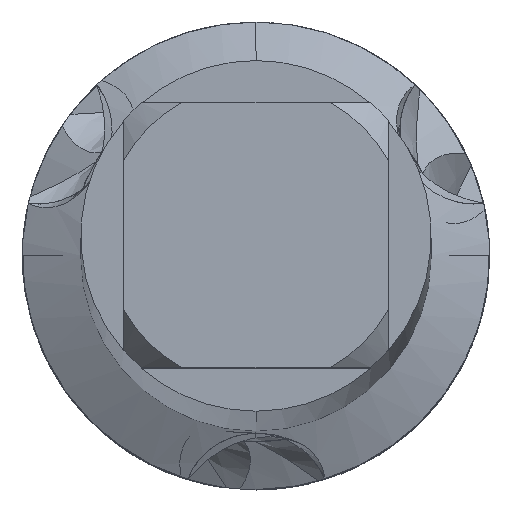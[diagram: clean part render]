
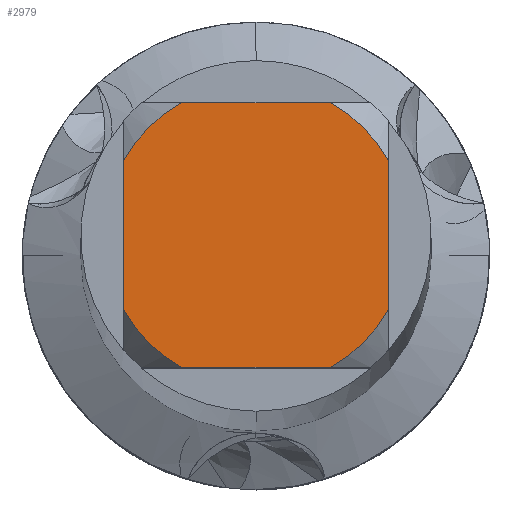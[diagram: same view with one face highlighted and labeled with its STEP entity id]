
A CAD part, top view. The second image highlights one B-rep face of the part: STEP entity #2979.
In plain terms, the highlighted planar face has unit normal (0, 0, 1).
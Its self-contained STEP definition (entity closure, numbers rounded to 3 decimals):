
#1197=EDGE_CURVE('',#3287,#2157,#3505,.T.);
#1369=VERTEX_POINT('',#3690);
#1553=EDGE_CURVE('',#2465,#2725,#3896,.T.);
#1635=EDGE_CURVE('',#3287,#2689,#3982,.T.);
#1947=VERTEX_POINT('',#4319);
#2157=VERTEX_POINT('',#4547);
#2257=VERTEX_POINT('',#4652);
#2465=VERTEX_POINT('',#4879);
#2689=VERTEX_POINT('',#5123);
#2725=VERTEX_POINT('',#5163);
#2803=EDGE_CURVE('',#1369,#2157,#5246,.T.);
#2911=EDGE_CURVE('',#2465,#1947,#5361,.T.);
#2979=ADVANCED_FACE('',(#5435),#5436,.T.);
#3119=EDGE_CURVE('',#1369,#2725,#5591,.T.);
#3287=VERTEX_POINT('',#5776);
#3401=EDGE_CURVE('',#2257,#2689,#5904,.T.);
#3411=EDGE_CURVE('',#2257,#1947,#5915,.T.);
#3505=LINE('',#6060,#6061);
#3690=CARTESIAN_POINT('',(1.7,-0.955,0.0));
#3896=CIRCLE('',#7090,1.95);
#3982=CIRCLE('',#7305,1.95);
#4319=CARTESIAN_POINT('',(-0.955,1.7,0.0));
#4547=CARTESIAN_POINT('',(0.955,-1.7,0.0));
#4652=CARTESIAN_POINT('',(-1.7,0.955,0.0));
#4879=CARTESIAN_POINT('',(0.955,1.7,0.0));
#5123=CARTESIAN_POINT('',(-1.7,-0.955,0.0));
#5163=CARTESIAN_POINT('',(1.7,0.955,0.0));
#5246=CIRCLE('',#11089,1.95);
#5361=LINE('',#11376,#11377);
#5435=FACE_OUTER_BOUND('',#11569,.T.);
#5436=PLANE('',#11570);
#5591=LINE('',#11867,#11868);
#5776=CARTESIAN_POINT('',(-0.955,-1.7,0.0));
#5904=LINE('',#12949,#12950);
#5915=CIRCLE('',#12983,1.95);
#6060=CARTESIAN_POINT('',(0.0,-1.7,0.0));
#6061=VECTOR('',#13142,1.0);
#7090=AXIS2_PLACEMENT_3D('',#13561,#13562,#13563);
#7305=AXIS2_PLACEMENT_3D('',#13630,#13631,#13632);
#11089=AXIS2_PLACEMENT_3D('',#15026,#15027,#15028);
#11376=CARTESIAN_POINT('',(0.0,1.7,0.0));
#11377=VECTOR('',#15140,1.0);
#11569=EDGE_LOOP('',(#15199,#15200,#15201,#15202,#15203,#15204,#15205,#15206));
#11570=AXIS2_PLACEMENT_3D('',#15207,#15208,#15209);
#11867=CARTESIAN_POINT('',(1.7,0.488,0.0));
#11868=VECTOR('',#15414,1.0);
#12949=CARTESIAN_POINT('',(-1.7,0.488,0.0));
#12950=VECTOR('',#15756,1.0);
#12983=AXIS2_PLACEMENT_3D('',#15768,#15769,#15770);
#13142=DIRECTION('',(1.0,0.0,0.0));
#13561=CARTESIAN_POINT('',(0.0,0.0,0.0));
#13562=DIRECTION('',(0.0,0.0,-1.0));
#13563=DIRECTION('',(0.0,1.0,0.0));
#13630=CARTESIAN_POINT('',(0.0,0.0,0.0));
#13631=DIRECTION('',(0.0,0.0,-1.0));
#13632=DIRECTION('',(0.0,1.0,0.0));
#15026=CARTESIAN_POINT('',(0.0,0.0,0.0));
#15027=DIRECTION('',(0.0,0.0,-1.0));
#15028=DIRECTION('',(0.0,1.0,0.0));
#15140=DIRECTION('',(-1.0,0.0,0.0));
#15199=ORIENTED_EDGE('',*,*,#3401,.T.);
#15200=ORIENTED_EDGE('',*,*,#1635,.F.);
#15201=ORIENTED_EDGE('',*,*,#1197,.T.);
#15202=ORIENTED_EDGE('',*,*,#2803,.F.);
#15203=ORIENTED_EDGE('',*,*,#3119,.T.);
#15204=ORIENTED_EDGE('',*,*,#1553,.F.);
#15205=ORIENTED_EDGE('',*,*,#2911,.T.);
#15206=ORIENTED_EDGE('',*,*,#3411,.F.);
#15207=CARTESIAN_POINT('',(0.0,0.975,0.0));
#15208=DIRECTION('',(-0.0,0.0,1.0));
#15209=DIRECTION('',(0.0,-1.0,0.0));
#15414=DIRECTION('',(-0.0,1.0,0.0));
#15756=DIRECTION('',(-0.0,-1.0,0.0));
#15768=CARTESIAN_POINT('',(0.0,0.0,0.0));
#15769=DIRECTION('',(0.0,0.0,-1.0));
#15770=DIRECTION('',(0.0,1.0,0.0));
